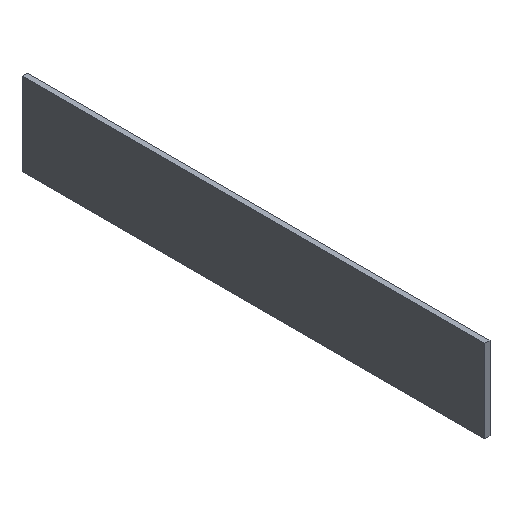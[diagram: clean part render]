
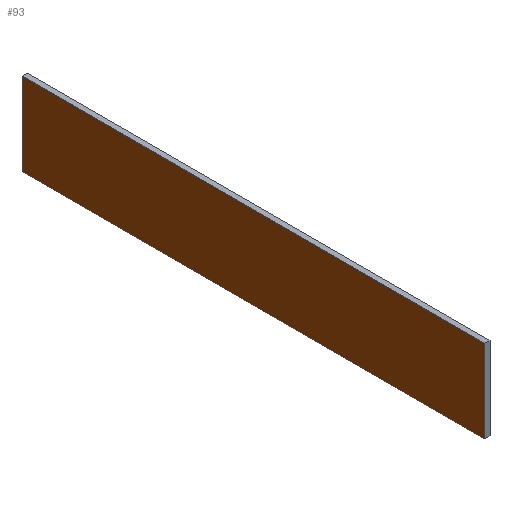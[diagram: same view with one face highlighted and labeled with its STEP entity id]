
A CAD part, isometric view. The second image highlights one B-rep face of the part: STEP entity #93.
In plain terms, the highlighted planar face has unit normal (-1, 0, 0).
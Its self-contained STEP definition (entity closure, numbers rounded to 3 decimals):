
#6 = VECTOR ( 'NONE', #87, 1000. ) ;
#8 = CARTESIAN_POINT ( 'NONE',  ( 637.376, -1416.098, 52. ) ) ;
#13 = VERTEX_POINT ( 'NONE', #35 ) ;
#14 = VERTEX_POINT ( 'NONE', #133 ) ;
#18 = EDGE_CURVE ( 'NONE', #187, #28, #182, .T. ) ;
#19 = DIRECTION ( 'NONE',  ( 0., 0., -1. ) ) ;
#23 = EDGE_CURVE ( 'NONE', #28, #13, #82, .T. ) ;
#28 = VERTEX_POINT ( 'NONE', #165 ) ;
#30 = ORIENTED_EDGE ( 'NONE', *, *, #23, .T. ) ;
#31 = CARTESIAN_POINT ( 'NONE',  ( 637.376, -1125.098, 52. ) ) ;
#33 = DIRECTION ( 'NONE',  ( 1., 0., 0. ) ) ;
#34 = AXIS2_PLACEMENT_3D ( 'NONE', #73, #33, #19 ) ;
#35 = CARTESIAN_POINT ( 'NONE',  ( 637.376, -1416.098, 0. ) ) ;
#40 = LINE ( 'NONE', #107, #112 ) ;
#45 = DIRECTION ( 'NONE',  ( 0., 0., -1. ) ) ;
#50 = DIRECTION ( 'NONE',  ( 0., -1., 0. ) ) ;
#51 = ORIENTED_EDGE ( 'NONE', *, *, #18, .T. ) ;
#58 = PLANE ( 'NONE',  #34 ) ;
#68 = ORIENTED_EDGE ( 'NONE', *, *, #143, .F. ) ;
#69 = VECTOR ( 'NONE', #45, 1000. ) ;
#72 = ORIENTED_EDGE ( 'NONE', *, *, #122, .F. ) ;
#73 = CARTESIAN_POINT ( 'NONE',  ( 637.376, -1125.098, 52. ) ) ;
#75 = CARTESIAN_POINT ( 'NONE',  ( 637.376, -1125.098, 0. ) ) ;
#82 = LINE ( 'NONE', #75, #6 ) ;
#87 = DIRECTION ( 'NONE',  ( 0., -1., 0. ) ) ;
#93 = ADVANCED_FACE ( 'NONE', ( #162 ), #58, .F. ) ;
#102 = VECTOR ( 'NONE', #105, 1000. ) ;
#105 = DIRECTION ( 'NONE',  ( 0., 0., -1. ) ) ;
#107 = CARTESIAN_POINT ( 'NONE',  ( 637.376, -1125.098, 52. ) ) ;
#112 = VECTOR ( 'NONE', #50, 1000. ) ;
#121 = LINE ( 'NONE', #8, #102 ) ;
#122 = EDGE_CURVE ( 'NONE', #187, #14, #40, .T. ) ;
#133 = CARTESIAN_POINT ( 'NONE',  ( 637.376, -1416.098, 52. ) ) ;
#141 = EDGE_LOOP ( 'NONE', ( #30, #68, #72, #51 ) ) ;
#143 = EDGE_CURVE ( 'NONE', #14, #13, #121, .T. ) ;
#162 = FACE_OUTER_BOUND ( 'NONE', #141, .T. ) ;
#165 = CARTESIAN_POINT ( 'NONE',  ( 637.376, -1125.098, 0. ) ) ;
#169 = CARTESIAN_POINT ( 'NONE',  ( 637.376, -1125.098, 52. ) ) ;
#182 = LINE ( 'NONE', #31, #69 ) ;
#187 = VERTEX_POINT ( 'NONE', #169 ) ;
